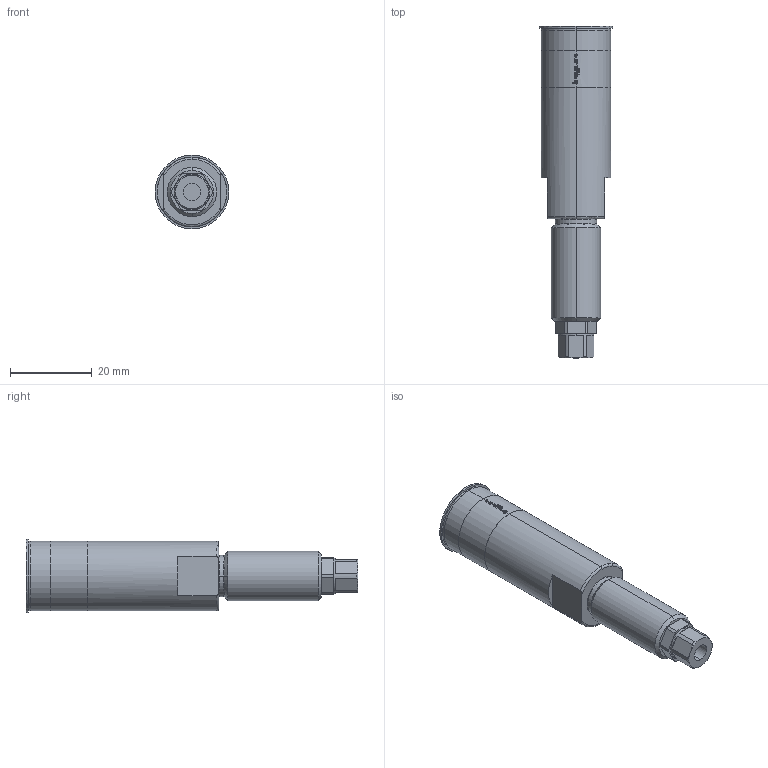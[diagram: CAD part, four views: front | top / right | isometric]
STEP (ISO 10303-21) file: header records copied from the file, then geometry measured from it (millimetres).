
FILE_DESCRIPTION (( 'STEP AP203' ), '1' );
FILE_NAME ('INGUN_KS-672_D08_M12_M5_V-R-AC.STEP', '2024-07-08T10:00:51', ( '' ), ( '' ), 'SwSTEP 2.0', 'SolidWorks 2023', '' );
FILE_SCHEMA (( 'CONFIG_CONTROL_DESIGN' ));
Length unit declared in the file: millimetre
Products named in the file (1): INGUN_KS-672_D08_M12_M5_V-R-AC
Bounding box: 18 x 81 x 18 mm (x, y, z)
Volume: 13687 mm3; surface area: 4276 mm2
Topology: 1 solids, 1 shells, 154 faces, 420 edges, 277 vertices
Faces by surface type: plane 72, cylinder 43, bspline 22, cone 10, torus 7
Entity records: 5337 total; most frequent: CARTESIAN_POINT 1468, ORIENTED_EDGE 840, DIRECTION 746, EDGE_CURVE 420, AXIS2_PLACEMENT_3D 295, VERTEX_POINT 277, EDGE_LOOP 163, CIRCLE 162
